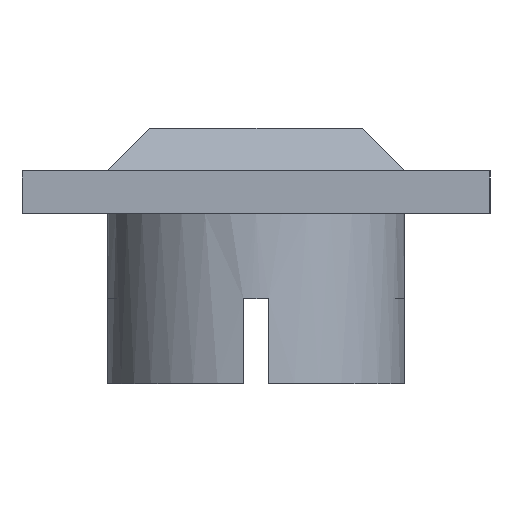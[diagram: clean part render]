
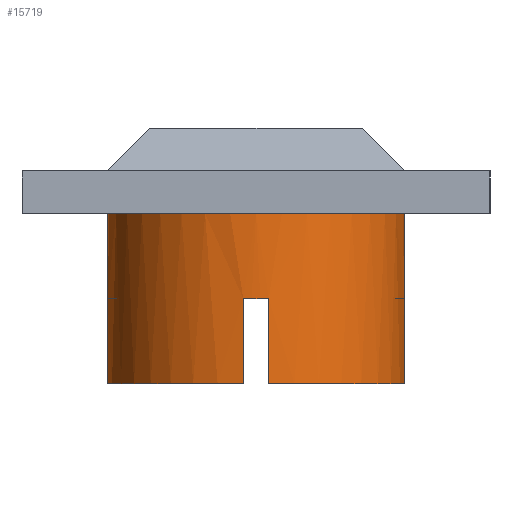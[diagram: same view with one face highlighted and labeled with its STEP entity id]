
A CAD part, left-side view. The second image highlights one B-rep face of the part: STEP entity #15719.
In plain terms, the highlighted cylindrical face has radius 17.5 mm (diameter 35 mm), a full revolution.
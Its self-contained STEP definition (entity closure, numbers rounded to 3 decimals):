
#14735=CARTESIAN_POINT('',(10.,-27.5,0.));
#14736=VERTEX_POINT('',#14735);
#14737=CARTESIAN_POINT('',(45.,-27.5,0.));
#14738=VERTEX_POINT('',#14737);
#14739=CARTESIAN_POINT('',(27.5,-27.5,0.));
#14740=DIRECTION('',(-1.,0.,0.));
#14741=DIRECTION('',(-0.,0.,1.));
#14742=AXIS2_PLACEMENT_3D('',#14739,#14741,#14740);
#14743=CIRCLE('',#14742,17.5);
#14744=EDGE_CURVE('',#14736,#14738,#14743,.T.);
#14746=CARTESIAN_POINT('',(27.5,-27.5,0.));
#14747=DIRECTION('',(1.,0.,0.));
#14748=DIRECTION('',(0.,0.,1.));
#14749=AXIS2_PLACEMENT_3D('',#14746,#14748,#14747);
#14750=CIRCLE('',#14749,17.5);
#14751=EDGE_CURVE('',#14738,#14736,#14750,.T.);
#15133=CARTESIAN_POINT('',(29.,-10.064,-20.));
#15134=VERTEX_POINT('',#15133);
#15141=CARTESIAN_POINT('',(29.,-10.064,-10.));
#15142=VERTEX_POINT('',#15141);
#15143=CARTESIAN_POINT('',(29.,-10.064,-10.));
#15144=DIRECTION('',(0.,0.,-1.));
#15145=VECTOR('',#15144,10.);
#15146=LINE('',#15143,#15145);
#15147=EDGE_CURVE('',#15142,#15134,#15146,.T.);
#15173=CARTESIAN_POINT('',(26.,-44.936,-20.));
#15174=VERTEX_POINT('',#15173);
#15181=CARTESIAN_POINT('',(26.,-44.936,-10.));
#15182=VERTEX_POINT('',#15181);
#15183=CARTESIAN_POINT('',(26.,-44.936,-10.));
#15184=DIRECTION('',(0.,0.,-1.));
#15185=VECTOR('',#15184,10.);
#15186=LINE('',#15183,#15185);
#15187=EDGE_CURVE('',#15182,#15174,#15186,.T.);
#15213=CARTESIAN_POINT('',(10.064,-26.,-20.));
#15214=VERTEX_POINT('',#15213);
#15221=CARTESIAN_POINT('',(10.064,-26.,-10.));
#15222=VERTEX_POINT('',#15221);
#15223=CARTESIAN_POINT('',(10.064,-26.,-10.));
#15224=DIRECTION('',(0.,0.,-1.));
#15225=VECTOR('',#15224,10.);
#15226=LINE('',#15223,#15225);
#15227=EDGE_CURVE('',#15222,#15214,#15226,.T.);
#15254=CARTESIAN_POINT('',(44.936,-29.,-10.));
#15255=VERTEX_POINT('',#15254);
#15262=CARTESIAN_POINT('',(45.,-27.5,-10.));
#15263=VERTEX_POINT('',#15262);
#15264=CARTESIAN_POINT('',(27.5,-27.5,-10.));
#15265=DIRECTION('',(1.,0.,0.));
#15266=DIRECTION('',(0.,0.,-1.));
#15267=AXIS2_PLACEMENT_3D('',#15264,#15266,#15265);
#15268=CIRCLE('',#15267,17.5);
#15269=EDGE_CURVE('',#15263,#15255,#15268,.T.);
#15271=CARTESIAN_POINT('',(44.936,-26.,-10.));
#15272=VERTEX_POINT('',#15271);
#15273=CARTESIAN_POINT('',(27.5,-27.5,-10.));
#15274=DIRECTION('',(0.996,0.086,0.));
#15275=DIRECTION('',(0.,0.,-1.));
#15276=AXIS2_PLACEMENT_3D('',#15273,#15275,#15274);
#15277=CIRCLE('',#15276,17.5);
#15278=EDGE_CURVE('',#15272,#15263,#15277,.T.);
#15313=CARTESIAN_POINT('',(29.,-44.936,-10.));
#15314=VERTEX_POINT('',#15313);
#15315=CARTESIAN_POINT('',(27.5,-27.5,-10.));
#15316=DIRECTION('',(0.086,-0.996,0.));
#15317=DIRECTION('',(-0.,0.,-1.));
#15318=AXIS2_PLACEMENT_3D('',#15315,#15317,#15316);
#15319=CIRCLE('',#15318,17.5);
#15320=EDGE_CURVE('',#15314,#15182,#15319,.T.);
#15346=CARTESIAN_POINT('',(10.064,-29.,-10.));
#15347=VERTEX_POINT('',#15346);
#15348=CARTESIAN_POINT('',(27.5,-27.5,-10.));
#15349=DIRECTION('',(-0.996,-0.086,0.));
#15350=DIRECTION('',(0.,0.,-1.));
#15351=AXIS2_PLACEMENT_3D('',#15348,#15350,#15349);
#15352=CIRCLE('',#15351,17.5);
#15353=EDGE_CURVE('',#15347,#15222,#15352,.T.);
#15379=CARTESIAN_POINT('',(26.,-10.064,-10.));
#15380=VERTEX_POINT('',#15379);
#15381=CARTESIAN_POINT('',(27.5,-27.5,-10.));
#15382=DIRECTION('',(-0.086,0.996,0.));
#15383=DIRECTION('',(0.,0.,-1.));
#15384=AXIS2_PLACEMENT_3D('',#15381,#15383,#15382);
#15385=CIRCLE('',#15384,17.5);
#15386=EDGE_CURVE('',#15380,#15142,#15385,.T.);
#15410=CARTESIAN_POINT('',(44.936,-29.,-20.));
#15411=VERTEX_POINT('',#15410);
#15418=CARTESIAN_POINT('',(44.936,-29.,-10.));
#15419=DIRECTION('',(0.,0.,-1.));
#15420=VECTOR('',#15419,10.);
#15421=LINE('',#15418,#15420);
#15422=EDGE_CURVE('',#15255,#15411,#15421,.T.);
#15442=CARTESIAN_POINT('',(29.,-44.936,-20.));
#15443=VERTEX_POINT('',#15442);
#15444=CARTESIAN_POINT('',(29.,-44.936,-20.));
#15445=DIRECTION('',(0.,0.,1.));
#15446=VECTOR('',#15445,10.);
#15447=LINE('',#15444,#15446);
#15448=EDGE_CURVE('',#15443,#15314,#15447,.T.);
#15473=CARTESIAN_POINT('',(26.,-10.064,-20.));
#15474=VERTEX_POINT('',#15473);
#15475=CARTESIAN_POINT('',(26.,-10.064,-20.));
#15476=DIRECTION('',(0.,0.,1.));
#15477=VECTOR('',#15476,10.);
#15478=LINE('',#15475,#15477);
#15479=EDGE_CURVE('',#15474,#15380,#15478,.T.);
#15504=CARTESIAN_POINT('',(10.064,-29.,-20.));
#15505=VERTEX_POINT('',#15504);
#15506=CARTESIAN_POINT('',(10.064,-29.,-20.));
#15507=DIRECTION('',(0.,0.,1.));
#15508=VECTOR('',#15507,10.);
#15509=LINE('',#15506,#15508);
#15510=EDGE_CURVE('',#15505,#15347,#15509,.T.);
#15535=CARTESIAN_POINT('',(44.936,-26.,-20.));
#15536=VERTEX_POINT('',#15535);
#15537=CARTESIAN_POINT('',(44.936,-26.,-20.));
#15538=DIRECTION('',(0.,0.,1.));
#15539=VECTOR('',#15538,10.);
#15540=LINE('',#15537,#15539);
#15541=EDGE_CURVE('',#15536,#15272,#15540,.T.);
#15634=CARTESIAN_POINT('',(27.5,-27.5,-20.));
#15635=DIRECTION('',(0.086,0.996,0.));
#15636=DIRECTION('',(0.,0.,-1.));
#15637=AXIS2_PLACEMENT_3D('',#15634,#15636,#15635);
#15638=CIRCLE('',#15637,17.5);
#15639=EDGE_CURVE('',#15134,#15536,#15638,.T.);
#15650=CARTESIAN_POINT('',(27.5,-27.5,-20.));
#15651=DIRECTION('',(0.996,-0.086,0.));
#15652=DIRECTION('',(-0.,0.,-1.));
#15653=AXIS2_PLACEMENT_3D('',#15650,#15652,#15651);
#15654=CIRCLE('',#15653,17.5);
#15655=EDGE_CURVE('',#15411,#15443,#15654,.T.);
#15670=CARTESIAN_POINT('',(27.5,-27.5,-20.));
#15671=DIRECTION('',(-0.086,-0.996,0.));
#15672=DIRECTION('',(0.,0.,-1.));
#15673=AXIS2_PLACEMENT_3D('',#15670,#15672,#15671);
#15674=CIRCLE('',#15673,17.5);
#15675=EDGE_CURVE('',#15174,#15505,#15674,.T.);
#15680=CARTESIAN_POINT('',(27.5,-27.5,0.));
#15681=DIRECTION('',(1.,0.,0.));
#15682=DIRECTION('',(0.,0.,-1.));
#15683=AXIS2_PLACEMENT_3D('',#15680,#15682,#15681);
#15684=CYLINDRICAL_SURFACE('',#15683,17.5);
#15685=ORIENTED_EDGE('',*,*,#15479,.F.);
#15686=CARTESIAN_POINT('',(27.5,-27.5,-20.));
#15687=DIRECTION('',(-0.086,0.996,0.));
#15688=DIRECTION('',(0.,0.,1.));
#15689=AXIS2_PLACEMENT_3D('',#15686,#15688,#15687);
#15690=CIRCLE('',#15689,17.5);
#15691=EDGE_CURVE('',#15474,#15214,#15690,.T.);
#15692=ORIENTED_EDGE('E1371',*,*,#15691,.T.);
#15693=ORIENTED_EDGE('E1371',*,*,#15227,.F.);
#15694=ORIENTED_EDGE('E1371',*,*,#15353,.F.);
#15695=ORIENTED_EDGE('E1371',*,*,#15510,.F.);
#15696=ORIENTED_EDGE('E1371',*,*,#15675,.F.);
#15697=ORIENTED_EDGE('E1371',*,*,#15187,.F.);
#15698=ORIENTED_EDGE('E1371',*,*,#15320,.F.);
#15699=ORIENTED_EDGE('E1371',*,*,#15448,.F.);
#15700=ORIENTED_EDGE('E1371',*,*,#15655,.F.);
#15701=ORIENTED_EDGE('E1371',*,*,#15422,.F.);
#15702=ORIENTED_EDGE('E1371',*,*,#15269,.F.);
#15703=CARTESIAN_POINT('',(45.,-27.5,-10.));
#15704=DIRECTION('',(0.,0.,1.));
#15705=VECTOR('',#15704,10.);
#15706=LINE('',#15703,#15705);
#15707=EDGE_CURVE('',#15263,#14738,#15706,.T.);
#15708=ORIENTED_EDGE('E1372',*,*,#15707,.T.);
#15709=ORIENTED_EDGE('E1372',*,*,#14744,.F.);
#15710=ORIENTED_EDGE('E1372',*,*,#14751,.F.);
#15711=ORIENTED_EDGE('E1372',*,*,#15707,.F.);
#15712=ORIENTED_EDGE('E1372',*,*,#15278,.F.);
#15713=ORIENTED_EDGE('E1372',*,*,#15541,.F.);
#15714=ORIENTED_EDGE('E1372',*,*,#15639,.F.);
#15715=ORIENTED_EDGE('E1372',*,*,#15147,.F.);
#15716=ORIENTED_EDGE('E1372',*,*,#15386,.F.);
#15717=EDGE_LOOP('',(#15685,#15692,#15693,#15694,#15695,#15696,#15697,#15698,#15699,#15700,#15701,#15702,#15708,#15709,#15710,#15711,#15712,#15713,#15714,#15715,#15716));
#15718=FACE_OUTER_BOUND('',#15717,.T.);
#15719=ADVANCED_FACE('F451',(#15718),#15684,.T.);
